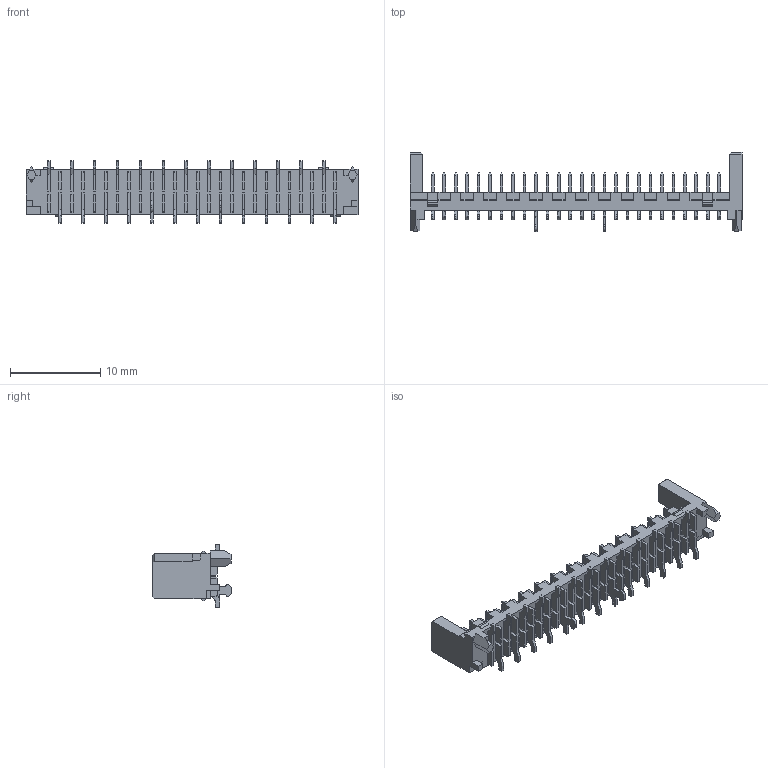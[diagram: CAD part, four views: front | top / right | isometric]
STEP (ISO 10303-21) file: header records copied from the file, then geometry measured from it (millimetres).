
FILE_DESCRIPTION( ('This file contains a STEP AP42 implementation' ,'as created by ZW3D STEP Interface translator.') ,'2;1' );
FILE_NAME( '3901-24MMSMDWBR1.stp' ,'231212.161113', (''), ('ZWCAD Software Co.'), 'Version 1.0', 'ZW3D to STEP translator', '' );
FILE_SCHEMA(('AUTOMOTIVE_DESIGN { 1 0 10303 214 1 1 1 1 }'));
Length unit declared in the file: millimetre
Products named in the file (2): 0; 3901-24MMSMDWBR1
Bounding box: 36.8 x 8.75 x 6.9 mm (x, y, z)
Volume: 441.1 mm3; surface area: 1139 mm2
Topology: 1 solids, 53 shells, 1301 faces, 3324 edges, 2207 vertices
Faces by surface type: plane 1031, cylinder 270
Entity records: 40229 total; most frequent: CARTESIAN_POINT 6833, ORIENTED_EDGE 6648, DIRECTION 6468, EDGE_CURVE 3324, VECTOR 2784, LINE 2784, VERTEX_POINT 2207, AXIS2_PLACEMENT_3D 1842
